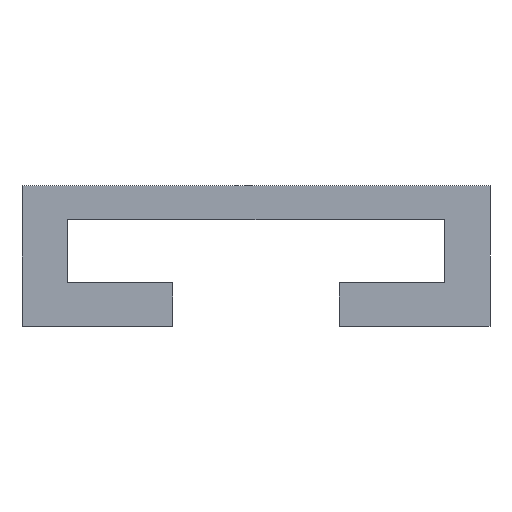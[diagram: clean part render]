
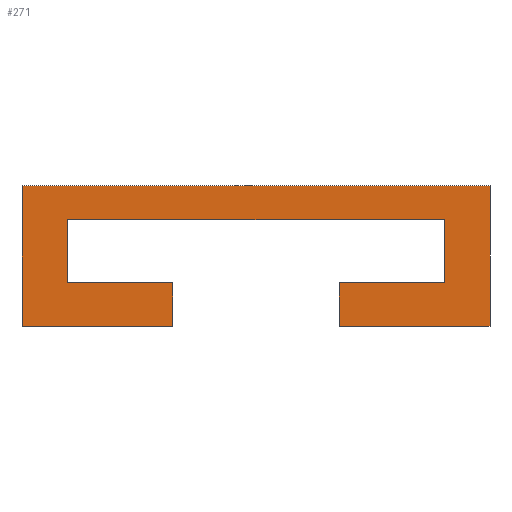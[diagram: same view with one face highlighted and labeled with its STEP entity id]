
A CAD part, front view. The second image highlights one B-rep face of the part: STEP entity #271.
In plain terms, the highlighted planar face has unit normal (0, -1, 0).
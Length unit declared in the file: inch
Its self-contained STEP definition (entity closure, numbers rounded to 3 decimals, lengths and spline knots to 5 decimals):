
#25=FACE_OUTER_BOUND($,#39,.T.);
#39=EDGE_LOOP($,(#221,#222,#223,#224,#225,#226,#227,#228,#229,#230,#231,
#232));
#41=LINE($,#360,#77);
#45=LINE($,#368,#81);
#48=LINE($,#374,#84);
#51=LINE($,#380,#87);
#54=LINE($,#386,#90);
#57=LINE($,#392,#93);
#60=LINE($,#398,#96);
#63=LINE($,#404,#99);
#66=LINE($,#410,#102);
#69=LINE($,#416,#105);
#72=LINE($,#422,#108);
#75=LINE($,#427,#111);
#77=VECTOR($,#294,0.225);
#81=VECTOR($,#300,0.135);
#84=VECTOR($,#305,0.805);
#87=VECTOR($,#310,0.135);
#90=VECTOR($,#315,0.225);
#93=VECTOR($,#320,0.0925);
#96=VECTOR($,#325,0.3225);
#99=VECTOR($,#330,0.3);
#102=VECTOR($,#335,1.);
#105=VECTOR($,#340,0.3);
#108=VECTOR($,#345,0.3225);
#111=VECTOR($,#350,0.0925);
#113=VERTEX_POINT($,#358);
#114=VERTEX_POINT($,#359);
#117=VERTEX_POINT($,#367);
#119=VERTEX_POINT($,#373);
#121=VERTEX_POINT($,#379);
#123=VERTEX_POINT($,#385);
#125=VERTEX_POINT($,#391);
#127=VERTEX_POINT($,#397);
#129=VERTEX_POINT($,#403);
#131=VERTEX_POINT($,#409);
#133=VERTEX_POINT($,#415);
#135=VERTEX_POINT($,#421);
#137=EDGE_CURVE($,#113,#114,#41,.T.);
#141=EDGE_CURVE($,#114,#117,#45,.T.);
#144=EDGE_CURVE($,#117,#119,#48,.T.);
#147=EDGE_CURVE($,#119,#121,#51,.T.);
#150=EDGE_CURVE($,#121,#123,#54,.T.);
#153=EDGE_CURVE($,#123,#125,#57,.T.);
#156=EDGE_CURVE($,#125,#127,#60,.T.);
#159=EDGE_CURVE($,#127,#129,#63,.T.);
#162=EDGE_CURVE($,#129,#131,#66,.T.);
#165=EDGE_CURVE($,#131,#133,#69,.T.);
#168=EDGE_CURVE($,#133,#135,#72,.T.);
#171=EDGE_CURVE($,#135,#113,#75,.T.);
#221=ORIENTED_EDGE($,*,*,#171,.T.);
#222=ORIENTED_EDGE($,*,*,#137,.T.);
#223=ORIENTED_EDGE($,*,*,#141,.T.);
#224=ORIENTED_EDGE($,*,*,#144,.T.);
#225=ORIENTED_EDGE($,*,*,#147,.T.);
#226=ORIENTED_EDGE($,*,*,#150,.T.);
#227=ORIENTED_EDGE($,*,*,#153,.T.);
#228=ORIENTED_EDGE($,*,*,#156,.T.);
#229=ORIENTED_EDGE($,*,*,#159,.T.);
#230=ORIENTED_EDGE($,*,*,#162,.T.);
#231=ORIENTED_EDGE($,*,*,#165,.T.);
#232=ORIENTED_EDGE($,*,*,#168,.T.);
#257=PLANE($,#288);
#271=ADVANCED_FACE($,(#25),#257,.T.);
#288=AXIS2_PLACEMENT_3D($,#429,#352,#353);
#294=DIRECTION($,(-1.,0.,0.));
#300=DIRECTION($,(0.,0.,1.));
#305=DIRECTION($,(1.,0.,0.));
#310=DIRECTION($,(0.,0.,-1.));
#315=DIRECTION($,(-1.,0.,0.));
#320=DIRECTION($,(0.,0.,-1.));
#325=DIRECTION($,(1.,0.,0.));
#330=DIRECTION($,(0.,0.,1.));
#335=DIRECTION($,(-1.,0.,0.));
#340=DIRECTION($,(0.,0.,-1.));
#345=DIRECTION($,(1.,0.,0.));
#350=DIRECTION($,(0.,0.,1.));
#352=DIRECTION('center_axis',(0.,-1.,0.));
#353=DIRECTION('ref_axis',(0.,0.,-1.));
#358=CARTESIAN_POINT('',(0.08402,0.,0.21709));
#359=CARTESIAN_POINT('',(-0.14098,0.,0.21709));
#360=CARTESIAN_POINT($,(0.08402,0.,0.21709));
#367=CARTESIAN_POINT('',(-0.14098,0.,0.35209));
#368=CARTESIAN_POINT($,(-0.14098,0.,0.21709));
#373=CARTESIAN_POINT('',(0.66402,0.,0.35209));
#374=CARTESIAN_POINT($,(-0.14098,0.,0.35209));
#379=CARTESIAN_POINT('',(0.66402,0.,0.21709));
#380=CARTESIAN_POINT($,(0.66402,0.,0.35209));
#385=CARTESIAN_POINT('',(0.43902,0.,0.21709));
#386=CARTESIAN_POINT($,(0.66402,0.,0.21709));
#391=CARTESIAN_POINT('',(0.43902,0.,0.12459));
#392=CARTESIAN_POINT($,(0.43902,0.,0.21709));
#397=CARTESIAN_POINT('',(0.76152,0.,0.12459));
#398=CARTESIAN_POINT($,(0.43902,0.,0.12459));
#403=CARTESIAN_POINT('',(0.76152,0.,0.42459));
#404=CARTESIAN_POINT($,(0.76152,0.,0.12459));
#409=CARTESIAN_POINT('',(-0.23848,0.,0.42459));
#410=CARTESIAN_POINT($,(0.76152,0.,0.42459));
#415=CARTESIAN_POINT('',(-0.23848,0.,0.12459));
#416=CARTESIAN_POINT($,(-0.23848,0.,0.42459));
#421=CARTESIAN_POINT('',(0.08402,0.,0.12459));
#422=CARTESIAN_POINT($,(-0.23848,0.,0.12459));
#427=CARTESIAN_POINT($,(0.08402,0.,0.12459));
#429=CARTESIAN_POINT('Origin',(0.26152,0.,0.29312));
